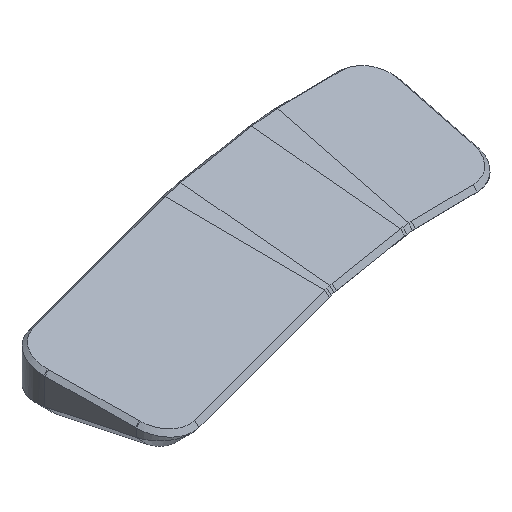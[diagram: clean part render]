
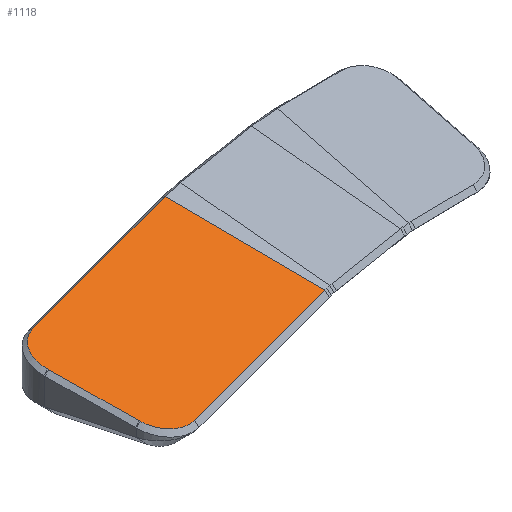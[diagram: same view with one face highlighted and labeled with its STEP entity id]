
A CAD part, isometric view. The second image highlights one B-rep face of the part: STEP entity #1118.
In plain terms, the highlighted planar face has unit normal (0.062, -0.231, 0.971).
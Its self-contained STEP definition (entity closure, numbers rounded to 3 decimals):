
#49=B_SPLINE_CURVE_WITH_KNOTS('',3,(#1505,#1506,#1507,#1508,#1509,#1510,
#1511),.UNSPECIFIED.,.F.,.F.,(4,1,1,1,4),(0.,0.441,
0.661,1.102,1.542),.UNSPECIFIED.);
#73=B_SPLINE_CURVE_WITH_KNOTS('',3,(#1803,#1804,#1805,#1806),
 .UNSPECIFIED.,.F.,.F.,(4,4),(1.542,1.571),
 .UNSPECIFIED.);
#90=B_SPLINE_CURVE_WITH_KNOTS('',3,(#2047,#2048,#2049,#2050,#2051,#2052),
 .UNSPECIFIED.,.F.,.F.,(4,1,1,4),(-1.571,-1.122,-0.673,
0.),.UNSPECIFIED.);
#92=B_SPLINE_CURVE_WITH_KNOTS('',3,(#2076,#2077,#2078,#2079),
 .UNSPECIFIED.,.F.,.F.,(4,4),(-1.551,-1.504),
 .UNSPECIFIED.);
#124=PLANE('',#1190);
#189=FACE_OUTER_BOUND('',#260,.T.);
#260=EDGE_LOOP('',(#1000,#1001,#1002,#1003,#1004,#1005,#1006,#1007));
#273=LINE('',#1450,#363);
#290=LINE('',#1782,#380);
#304=LINE('',#2055,#394);
#352=LINE('',#2255,#442);
#363=VECTOR('',#1223,10.);
#380=VECTOR('',#1246,10.);
#394=VECTOR('',#1266,10.);
#442=VECTOR('',#1410,10.);
#475=VERTEX_POINT('',#1448);
#476=VERTEX_POINT('',#1449);
#480=VERTEX_POINT('',#1495);
#505=VERTEX_POINT('',#1775);
#508=VERTEX_POINT('',#1780);
#526=VERTEX_POINT('',#1998);
#527=VERTEX_POINT('',#2035);
#530=VERTEX_POINT('',#2045);
#573=EDGE_CURVE('',#475,#476,#273,.T.);
#580=EDGE_CURVE('',#476,#480,#49,.T.);
#616=EDGE_CURVE('',#508,#505,#290,.T.);
#618=EDGE_CURVE('',#480,#508,#73,.T.);
#647=EDGE_CURVE('',#530,#527,#90,.T.);
#649=EDGE_CURVE('',#527,#526,#304,.T.);
#651=EDGE_CURVE('',#505,#530,#92,.T.);
#719=EDGE_CURVE('',#526,#475,#352,.T.);
#1000=ORIENTED_EDGE('',*,*,#573,.F.);
#1001=ORIENTED_EDGE('',*,*,#719,.F.);
#1002=ORIENTED_EDGE('',*,*,#649,.F.);
#1003=ORIENTED_EDGE('',*,*,#647,.F.);
#1004=ORIENTED_EDGE('',*,*,#651,.F.);
#1005=ORIENTED_EDGE('',*,*,#616,.F.);
#1006=ORIENTED_EDGE('',*,*,#618,.F.);
#1007=ORIENTED_EDGE('',*,*,#580,.F.);
#1118=ADVANCED_FACE('',(#189),#124,.F.);
#1190=AXIS2_PLACEMENT_3D('',#2254,#1408,#1409);
#1223=DIRECTION('',(-0.966,-0.259,0.));
#1246=DIRECTION('',(-0.251,0.938,0.239));
#1266=DIRECTION('',(0.966,0.259,0.));
#1408=DIRECTION('center_axis',(-0.062,0.231,-0.971));
#1409=DIRECTION('ref_axis',(0.232,-0.943,-0.239));
#1410=DIRECTION('',(0.232,-0.943,-0.239));
#1448=CARTESIAN_POINT('',(-103.522,-87.945,-4.545));
#1449=CARTESIAN_POINT('',(-191.656,-111.561,-4.545));
#1450=CARTESIAN_POINT('',(-154.639,-101.642,-4.545));
#1495=CARTESIAN_POINT('',(-208.83,-101.926,-1.157));
#1505=CARTESIAN_POINT('Ctrl Pts',(-191.656,-111.561,-4.545));
#1506=CARTESIAN_POINT('Ctrl Pts',(-193.649,-112.095,-4.545));
#1507=CARTESIAN_POINT('Ctrl Pts',(-196.815,-112.223,-4.374));
#1508=CARTESIAN_POINT('Ctrl Pts',(-201.806,-110.741,-3.703));
#1509=CARTESIAN_POINT('Ctrl Pts',(-206.141,-107.656,-2.693));
#1510=CARTESIAN_POINT('Ctrl Pts',(-208.232,-103.926,-1.671));
#1511=CARTESIAN_POINT('Ctrl Pts',(-208.83,-101.926,-1.157));
#1775=CARTESIAN_POINT('',(-218.398,-66.237,7.946));
#1780=CARTESIAN_POINT('',(-208.94,-101.537,-1.058));
#1782=CARTESIAN_POINT('',(-222.296,-51.689,11.657));
#1803=CARTESIAN_POINT('Ctrl Pts',(-208.83,-101.926,-1.157));
#1804=CARTESIAN_POINT('Ctrl Pts',(-208.868,-101.797,-1.124));
#1805=CARTESIAN_POINT('Ctrl Pts',(-208.905,-101.667,-1.091));
#1806=CARTESIAN_POINT('Ctrl Pts',(-208.94,-101.537,-1.058));
#1998=CARTESIAN_POINT('',(-119.107,-24.507,11.545));
#2035=CARTESIAN_POINT('',(-208.56,-48.476,11.545));
#2045=CARTESIAN_POINT('',(-218.516,-65.798,8.058));
#2047=CARTESIAN_POINT('Ctrl Pts',(-218.516,-65.798,8.058));
#2048=CARTESIAN_POINT('Ctrl Pts',(-219.066,-63.745,8.582));
#2049=CARTESIAN_POINT('Ctrl Pts',(-219.224,-59.394,9.627));
#2050=CARTESIAN_POINT('Ctrl Pts',(-216.187,-52.423,11.093));
#2051=CARTESIAN_POINT('Ctrl Pts',(-211.604,-49.292,11.545));
#2052=CARTESIAN_POINT('Ctrl Pts',(-208.56,-48.476,11.545));
#2055=CARTESIAN_POINT('',(-119.07,-24.497,11.545));
#2076=CARTESIAN_POINT('Ctrl Pts',(-218.398,-66.237,7.946));
#2077=CARTESIAN_POINT('Ctrl Pts',(-218.438,-66.091,7.983));
#2078=CARTESIAN_POINT('Ctrl Pts',(-218.477,-65.944,8.021));
#2079=CARTESIAN_POINT('Ctrl Pts',(-218.516,-65.798,8.058));
#2254=CARTESIAN_POINT('Origin',(-119.548,-22.715,12.));
#2255=CARTESIAN_POINT('',(-103.081,-89.737,-5.));
